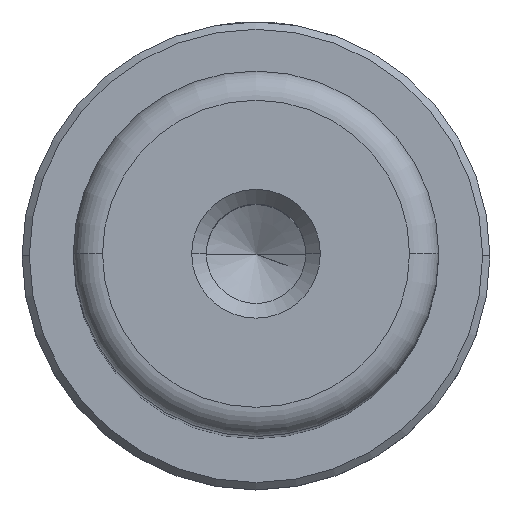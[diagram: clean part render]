
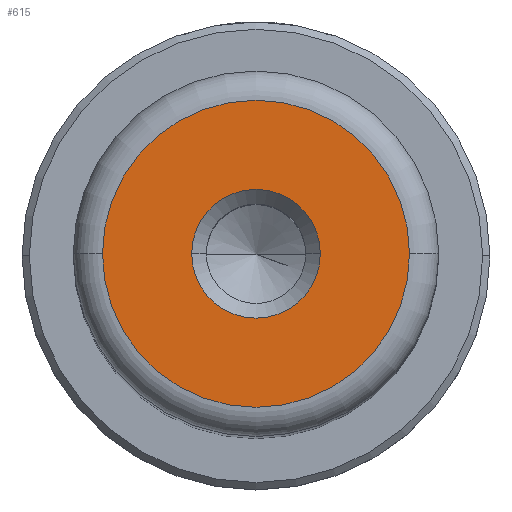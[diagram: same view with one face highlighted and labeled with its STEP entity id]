
A CAD part, top view. The second image highlights one B-rep face of the part: STEP entity #615.
In plain terms, the highlighted planar face has unit normal (0, 0, 1).
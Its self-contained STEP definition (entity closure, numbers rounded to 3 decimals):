
#91 = EDGE_LOOP ( 'NONE', ( #1944, #322 ) ) ;
#121 = DIRECTION ( 'NONE',  ( 1., 0., 0. ) ) ;
#129 = DIRECTION ( 'NONE',  ( 0., 0., -1. ) ) ;
#137 = CARTESIAN_POINT ( 'NONE',  ( 0., 0., 106. ) ) ;
#223 = AXIS2_PLACEMENT_3D ( 'NONE', #137, #129, #121 ) ;
#236 = VERTEX_POINT ( 'NONE', #497 ) ;
#311 = EDGE_CURVE ( 'NONE', #1827, #365, #911, .T. ) ;
#322 = ORIENTED_EDGE ( 'NONE', *, *, #624, .T. ) ;
#336 = CIRCLE ( 'NONE', #1039, 10.5 ) ;
#365 = VERTEX_POINT ( 'NONE', #1108 ) ;
#421 = EDGE_CURVE ( 'NONE', #1122, #236, #336, .T. ) ;
#451 = DIRECTION ( 'NONE',  ( 0., 0., -1. ) ) ;
#497 = CARTESIAN_POINT ( 'NONE',  ( -10.5, 0., 106. ) ) ;
#615 = ADVANCED_FACE ( 'NONE', ( #1651, #2101 ), #1537, .T. ) ;
#624 = EDGE_CURVE ( 'NONE', #236, #1122, #854, .T. ) ;
#736 = EDGE_LOOP ( 'NONE', ( #747, #905 ) ) ;
#747 = ORIENTED_EDGE ( 'NONE', *, *, #311, .T. ) ;
#854 = CIRCLE ( 'NONE', #1501, 10.5 ) ;
#889 = DIRECTION ( 'NONE',  ( 0., 0., 1. ) ) ;
#895 = CARTESIAN_POINT ( 'NONE',  ( 0., 0., 106. ) ) ;
#905 = ORIENTED_EDGE ( 'NONE', *, *, #1644, .T. ) ;
#911 = CIRCLE ( 'NONE', #223, 4.4 ) ;
#981 = DIRECTION ( 'NONE',  ( 1., 0., 0. ) ) ;
#990 = CARTESIAN_POINT ( 'NONE',  ( 10.5, 0., 106. ) ) ;
#1039 = AXIS2_PLACEMENT_3D ( 'NONE', #895, #889, #981 ) ;
#1108 = CARTESIAN_POINT ( 'NONE',  ( -4.4, 0., 106. ) ) ;
#1122 = VERTEX_POINT ( 'NONE', #990 ) ;
#1320 = CARTESIAN_POINT ( 'NONE',  ( 4.4, 0., 106. ) ) ;
#1386 = DIRECTION ( 'NONE',  ( 1., 0., 0. ) ) ;
#1391 = DIRECTION ( 'NONE',  ( 0., 0., 1. ) ) ;
#1401 = CARTESIAN_POINT ( 'NONE',  ( 0., 0., 106. ) ) ;
#1438 = CARTESIAN_POINT ( 'NONE',  ( 0., 0., 106. ) ) ;
#1496 = DIRECTION ( 'NONE',  ( 1., 0., 0. ) ) ;
#1501 = AXIS2_PLACEMENT_3D ( 'NONE', #1401, #1391, #1386 ) ;
#1504 = DIRECTION ( 'NONE',  ( 0., 0., 1. ) ) ;
#1537 = PLANE ( 'NONE',  #1607 ) ;
#1581 = CARTESIAN_POINT ( 'NONE',  ( 0., 0., 106. ) ) ;
#1597 = DIRECTION ( 'NONE',  ( 1., 0., 0. ) ) ;
#1607 = AXIS2_PLACEMENT_3D ( 'NONE', #1581, #1504, #1496 ) ;
#1644 = EDGE_CURVE ( 'NONE', #365, #1827, #1830, .T. ) ;
#1651 = FACE_BOUND ( 'NONE', #736, .T. ) ;
#1785 = AXIS2_PLACEMENT_3D ( 'NONE', #1438, #451, #1597 ) ;
#1827 = VERTEX_POINT ( 'NONE', #1320 ) ;
#1830 = CIRCLE ( 'NONE', #1785, 4.4 ) ;
#1944 = ORIENTED_EDGE ( 'NONE', *, *, #421, .T. ) ;
#2101 = FACE_OUTER_BOUND ( 'NONE', #91, .T. ) ;
